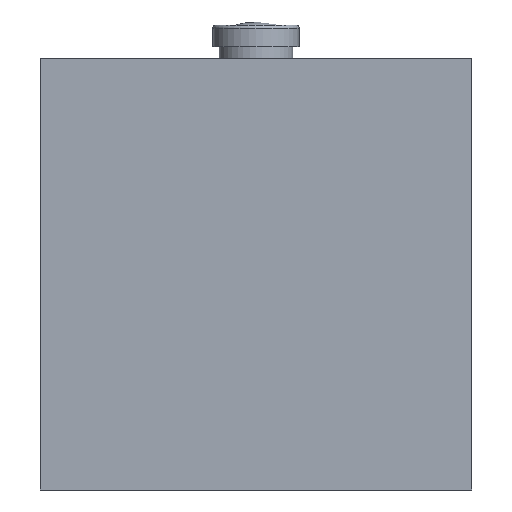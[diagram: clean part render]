
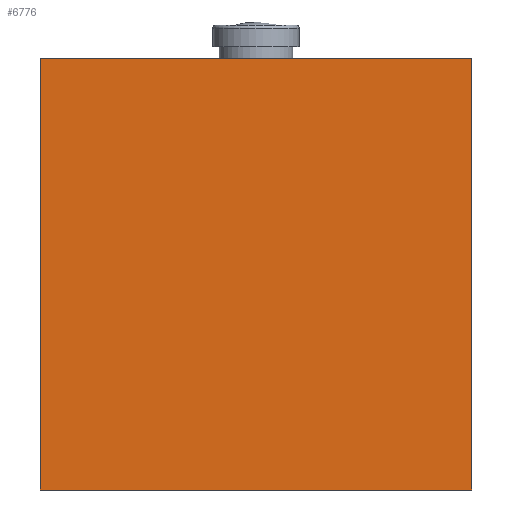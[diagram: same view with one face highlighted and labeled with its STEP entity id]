
A CAD part, front view. The second image highlights one B-rep face of the part: STEP entity #6776.
In plain terms, the highlighted planar face has unit normal (0, -1, 0).
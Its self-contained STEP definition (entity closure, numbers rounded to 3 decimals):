
#513=PLANE('',#7310);
#882=FACE_OUTER_BOUND('',#1308,.T.);
#1308=EDGE_LOOP('',(#6341,#6342,#6343,#6344));
#2023=LINE('',#11618,#2749);
#2027=LINE('',#11626,#2753);
#2030=LINE('',#11632,#2756);
#2033=LINE('',#11637,#2759);
#2749=VECTOR('',#8954,10.);
#2753=VECTOR('',#8960,10.);
#2756=VECTOR('',#8965,10.);
#2759=VECTOR('',#8970,10.);
#3505=VERTEX_POINT('',#11616);
#3506=VERTEX_POINT('',#11617);
#3509=VERTEX_POINT('',#11625);
#3511=VERTEX_POINT('',#11631);
#4445=EDGE_CURVE('',#3505,#3506,#2023,.T.);
#4449=EDGE_CURVE('',#3506,#3509,#2027,.T.);
#4452=EDGE_CURVE('',#3509,#3511,#2030,.T.);
#4455=EDGE_CURVE('',#3511,#3505,#2033,.T.);
#6341=ORIENTED_EDGE('',*,*,#4455,.T.);
#6342=ORIENTED_EDGE('',*,*,#4445,.T.);
#6343=ORIENTED_EDGE('',*,*,#4449,.T.);
#6344=ORIENTED_EDGE('',*,*,#4452,.T.);
#6776=ADVANCED_FACE('',(#882),#513,.F.);
#7310=AXIS2_PLACEMENT_3D('',#11640,#8974,#8975);
#8954=DIRECTION('',(0.,0.,-1.));
#8960=DIRECTION('',(1.,0.,0.));
#8965=DIRECTION('',(0.,0.,1.));
#8970=DIRECTION('',(-1.,0.,0.));
#8974=DIRECTION('center_axis',(0.,1.,0.));
#8975=DIRECTION('ref_axis',(1.,0.,0.));
#11616=CARTESIAN_POINT('',(-35.,0.,35.));
#11617=CARTESIAN_POINT('',(-35.,0.,-35.));
#11618=CARTESIAN_POINT('',(-35.,0.,35.));
#11625=CARTESIAN_POINT('',(35.,0.,-35.));
#11626=CARTESIAN_POINT('',(-35.,0.,-35.));
#11631=CARTESIAN_POINT('',(35.,0.,35.));
#11632=CARTESIAN_POINT('',(35.,0.,-35.));
#11637=CARTESIAN_POINT('',(35.,0.,35.));
#11640=CARTESIAN_POINT('Origin',(0.,0.,0.));
